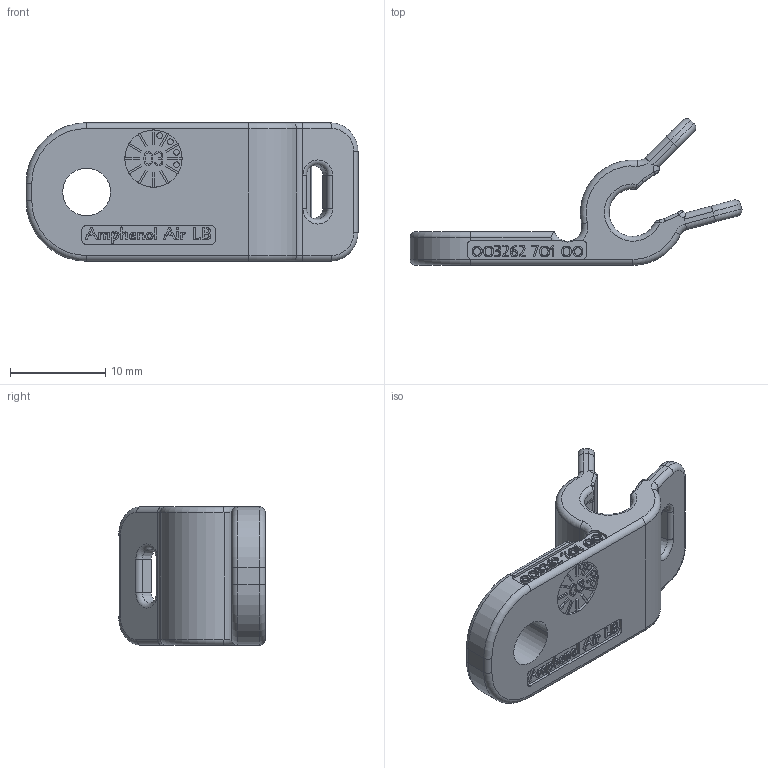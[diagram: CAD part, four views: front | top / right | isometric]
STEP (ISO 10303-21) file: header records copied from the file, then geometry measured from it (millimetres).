
FILE_DESCRIPTION((''),'2;1');
FILE_NAME('00326270100','2020-09-22T',('presta_be4'),(''),'CREO PARAMETRIC BY PTC INC, 2018360','CREO PARAMETRIC BY PTC INC, 2018360','');
FILE_SCHEMA(('CONFIG_CONTROL_DESIGN'));
Length unit declared in the file: millimetre
Products named in the file (1): 00326270100
Bounding box: 34.78 x 15.35 x 14.5 mm (x, y, z)
Volume: 1873.2 mm3; surface area: 1864.4 mm2
Topology: 1 solids, 1 shells, 873 faces, 2380 edges, 1556 vertices
Faces by surface type: extrusion 401, plane 326, cylinder 82, torus 36, bspline 24, cone 4
Entity records: 31154 total; most frequent: CARTESIAN_POINT 10697, ORIENTED_EDGE 4760, DIRECTION 3010, EDGE_CURVE 2380, VECTOR 1690, VERTEX_POINT 1556, LINE 1289, B_SPLINE_CURVE_WITH_KNOTS 1280
